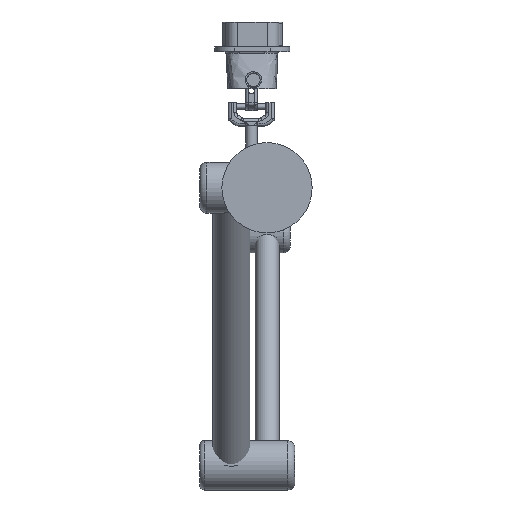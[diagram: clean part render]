
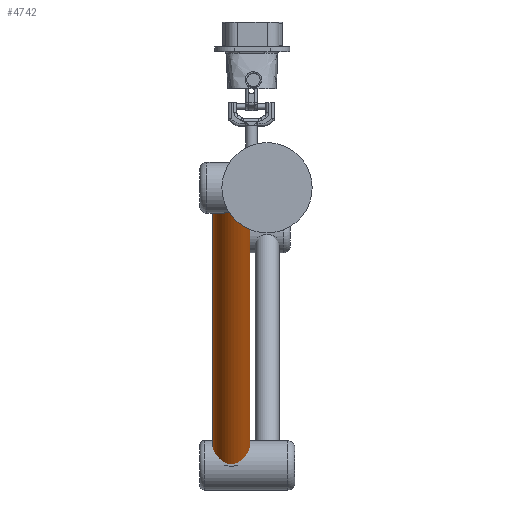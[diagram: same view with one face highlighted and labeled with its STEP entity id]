
A CAD part, left-side view. The second image highlights one B-rep face of the part: STEP entity #4742.
In plain terms, the highlighted cylindrical face has radius 20.925 mm (diameter 41.85 mm), a full revolution.
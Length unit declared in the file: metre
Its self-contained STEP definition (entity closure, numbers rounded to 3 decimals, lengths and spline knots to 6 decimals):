
#197=CYLINDRICAL_SURFACE('',#5362,0.020925);
#531=CIRCLE('',#5357,0.020925);
#533=CIRCLE('',#5360,0.020925);
#861=LINE('',#12130,#1143);
#1143=VECTOR('',#6816,0.015925);
#1455=FACE_OUTER_BOUND('',#1779,.T.);
#1779=EDGE_LOOP('',(#4265,#4266,#4267,#4268));
#2255=VERTEX_POINT('',#12120);
#2257=VERTEX_POINT('',#12125);
#2928=EDGE_CURVE('',#2255,#2255,#531,.F.);
#2930=EDGE_CURVE('',#2257,#2257,#533,.T.);
#2932=EDGE_CURVE('',#2255,#2257,#861,.T.);
#4265=ORIENTED_EDGE('',*,*,#2928,.F.);
#4266=ORIENTED_EDGE('',*,*,#2932,.T.);
#4267=ORIENTED_EDGE('',*,*,#2930,.T.);
#4268=ORIENTED_EDGE('',*,*,#2932,.F.);
#4742=ADVANCED_FACE('',(#1455),#197,.T.);
#5357=AXIS2_PLACEMENT_3D('',#12121,#6804,#6805);
#5360=AXIS2_PLACEMENT_3D('',#12126,#6810,#6811);
#5362=AXIS2_PLACEMENT_3D('',#12129,#6814,#6815);
#6804=DIRECTION('center_axis',(0.605,0.,-0.796));
#6805=DIRECTION('ref_axis',(0.796,0.,0.605));
#6810=DIRECTION('center_axis',(-0.605,0.,0.796));
#6811=DIRECTION('ref_axis',(0.796,0.,0.605));
#6814=DIRECTION('center_axis',(-0.605,0.,0.796));
#6815=DIRECTION('ref_axis',(0.796,0.,0.605));
#6816=DIRECTION('',(0.605,0.,-0.796));
#12120=CARTESIAN_POINT('',(-0.547734,0.,0.085449));
#12121=CARTESIAN_POINT('Origin',(-0.531073,0.,0.098108));
#12125=CARTESIAN_POINT('',(-0.332986,0.,-0.197191));
#12126=CARTESIAN_POINT('Origin',(-0.316325,0.,-0.184531));
#12129=CARTESIAN_POINT('Origin',(-0.423442,0.,-0.04355));
#12130=CARTESIAN_POINT('',(-0.440103,0.,-0.056209));
